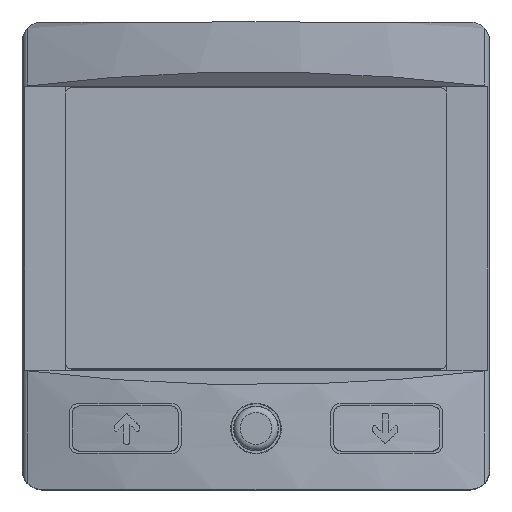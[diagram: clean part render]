
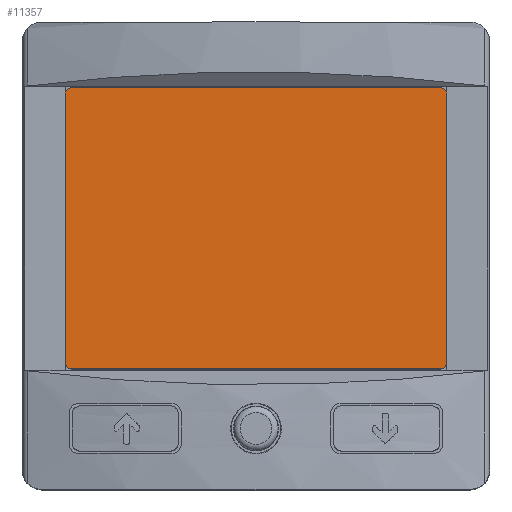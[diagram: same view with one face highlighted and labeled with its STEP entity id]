
A CAD part, top view. The second image highlights one B-rep face of the part: STEP entity #11357.
In plain terms, the highlighted planar face has unit normal (0, 0, 1).
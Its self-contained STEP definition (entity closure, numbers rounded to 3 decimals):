
#132=CIRCLE('',#11870,0.4);
#133=CIRCLE('',#11873,0.4);
#134=CIRCLE('',#11876,0.4);
#135=CIRCLE('',#11879,0.4);
#845=ORIENTED_EDGE('',*,*,#3014,.T.);
#846=ORIENTED_EDGE('',*,*,#3017,.T.);
#847=ORIENTED_EDGE('',*,*,#3019,.T.);
#848=ORIENTED_EDGE('',*,*,#3021,.T.);
#849=ORIENTED_EDGE('',*,*,#3023,.T.);
#850=ORIENTED_EDGE('',*,*,#3025,.T.);
#851=ORIENTED_EDGE('',*,*,#3027,.T.);
#852=ORIENTED_EDGE('',*,*,#3028,.T.);
#3014=EDGE_CURVE('',#4119,#4118,#4852,.T.);
#3017=EDGE_CURVE('',#4118,#4120,#132,.T.);
#3019=EDGE_CURVE('',#4120,#4121,#4856,.T.);
#3021=EDGE_CURVE('',#4121,#4122,#133,.T.);
#3023=EDGE_CURVE('',#4122,#4123,#4859,.T.);
#3025=EDGE_CURVE('',#4123,#4124,#134,.T.);
#3027=EDGE_CURVE('',#4124,#4125,#4862,.T.);
#3028=EDGE_CURVE('',#4125,#4119,#135,.T.);
#4118=VERTEX_POINT('',#15562);
#4119=VERTEX_POINT('',#15564);
#4120=VERTEX_POINT('',#15568);
#4121=VERTEX_POINT('',#15572);
#4122=VERTEX_POINT('',#15576);
#4123=VERTEX_POINT('',#15580);
#4124=VERTEX_POINT('',#15584);
#4125=VERTEX_POINT('',#15588);
#4852=LINE('',#15563,#5867);
#4856=LINE('',#15573,#5871);
#4859=LINE('',#15581,#5874);
#4862=LINE('',#15589,#5877);
#5867=VECTOR('',#12901,1000.);
#5871=VECTOR('',#12911,1000.);
#5874=VECTOR('',#12920,1000.);
#5877=VECTOR('',#12929,1000.);
#6632=EDGE_LOOP('',(#845,#846,#847,#848,#849,#850,#851,#852));
#7181=FACE_BOUND('',#6632,.T.);
#7651=PLANE('',#11880);
#11357=ADVANCED_FACE('',(#7181),#7651,.T.);
#11870=AXIS2_PLACEMENT_3D('',#15569,#12906,#12907);
#11873=AXIS2_PLACEMENT_3D('',#15577,#12915,#12916);
#11876=AXIS2_PLACEMENT_3D('',#15585,#12924,#12925);
#11879=AXIS2_PLACEMENT_3D('',#15591,#12932,#12933);
#11880=AXIS2_PLACEMENT_3D('',#15592,#12934,#12935);
#12901=DIRECTION('',(0.,-1.,0.));
#12906=DIRECTION('',(0.,0.,1.));
#12907=DIRECTION('',(1.,0.,0.));
#12911=DIRECTION('',(1.,0.,0.));
#12915=DIRECTION('',(0.,0.,1.));
#12916=DIRECTION('',(1.,0.,0.));
#12920=DIRECTION('',(0.,1.,0.));
#12924=DIRECTION('',(0.,0.,1.));
#12925=DIRECTION('',(1.,0.,0.));
#12929=DIRECTION('',(-1.,0.,0.));
#12932=DIRECTION('',(0.,0.,1.));
#12933=DIRECTION('',(1.,0.,0.));
#12934=DIRECTION('',(0.,0.,1.));
#12935=DIRECTION('',(1.,0.,0.));
#15562=CARTESIAN_POINT('',(-12.25,-6.875,25.5));
#15563=CARTESIAN_POINT('',(-12.25,10.375,25.5));
#15564=CARTESIAN_POINT('',(-12.25,10.375,25.5));
#15568=CARTESIAN_POINT('',(-11.85,-7.275,25.5));
#15569=CARTESIAN_POINT('',(-11.85,-6.875,25.5));
#15572=CARTESIAN_POINT('',(11.85,-7.275,25.5));
#15573=CARTESIAN_POINT('',(-11.85,-7.275,25.5));
#15576=CARTESIAN_POINT('',(12.25,-6.875,25.5));
#15577=CARTESIAN_POINT('',(11.85,-6.875,25.5));
#15580=CARTESIAN_POINT('',(12.25,10.375,25.5));
#15581=CARTESIAN_POINT('',(12.25,-6.875,25.5));
#15584=CARTESIAN_POINT('',(11.85,10.775,25.5));
#15585=CARTESIAN_POINT('',(11.85,10.375,25.5));
#15588=CARTESIAN_POINT('',(-11.85,10.775,25.5));
#15589=CARTESIAN_POINT('',(11.85,10.775,25.5));
#15591=CARTESIAN_POINT('',(-11.85,10.375,25.5));
#15592=CARTESIAN_POINT('',(-11.85,-6.875,25.5));
